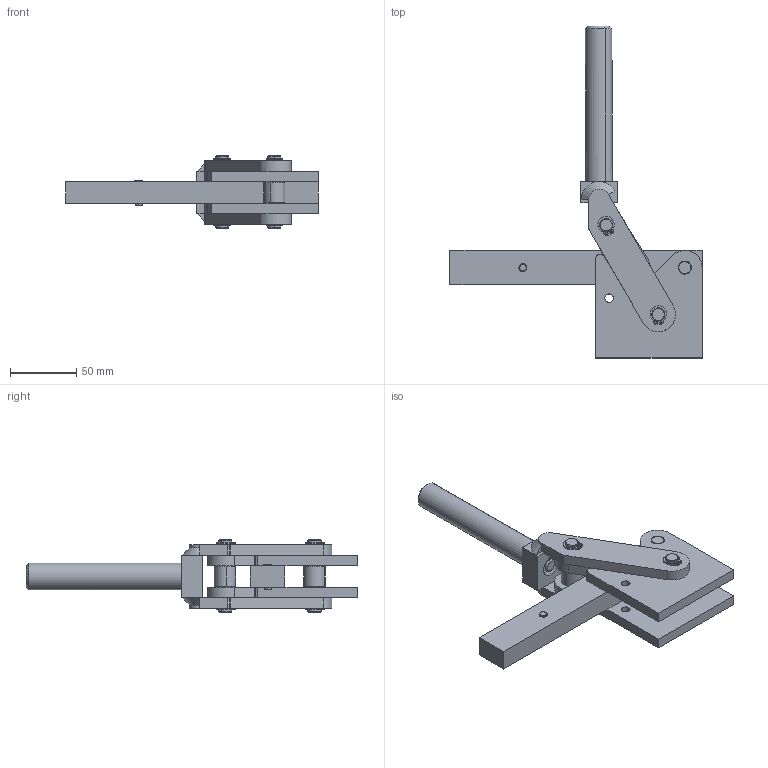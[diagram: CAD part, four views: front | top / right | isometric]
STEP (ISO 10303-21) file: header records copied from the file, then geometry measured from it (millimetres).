
FILE_DESCRIPTION((''),'2;1');
FILE_NAME('221.1.stp','2005-08-31T15:28:23',('CAD'),(''),'Autodesk Inventor 8','Autodesk Inventor 8','');
FILE_SCHEMA(('AUTOMOTIVE_DESIGN { 1 0 10303 214 1 1 1 1 }'));
Length unit declared in the file: millimetre
Products named in the file (1): Part52
Bounding box: 190 x 250.12 x 55 mm (x, y, z)
Volume: 294469 mm3; surface area: 66169.9 mm2
Topology: 1 solids, 5 shells, 453 faces, 1249 edges, 812 vertices
Faces by surface type: plane 291, cylinder 96, cone 40, bspline 24, torus 2
Entity records: 14731 total; most frequent: CARTESIAN_POINT 3161, ORIENTED_EDGE 2494, DIRECTION 2430, EDGE_CURVE 1247, AXIS2_PLACEMENT_3D 873, VERTEX_POINT 812, VECTOR 684, LINE 684
